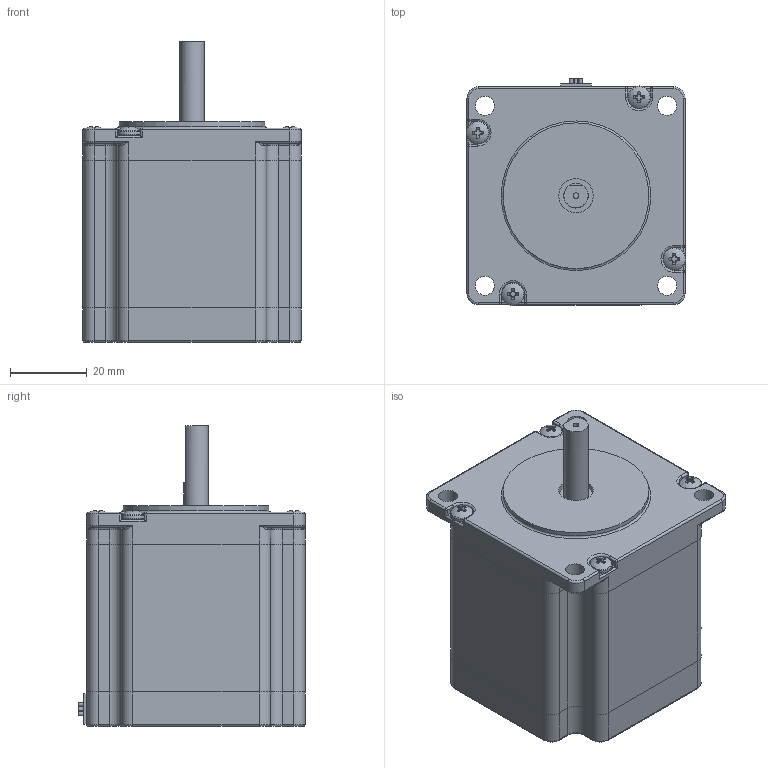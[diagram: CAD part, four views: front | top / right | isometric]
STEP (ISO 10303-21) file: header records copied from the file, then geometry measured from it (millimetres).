
FILE_DESCRIPTION(/* description */ (''),/* implementation_level */ '2;1');
FILE_NAME(/* name */ 'Nema23 v2.step',/* time_stamp */ '2021-02-15T11:59:26+01:00',/* author */ (''),/* organization */ (''),/* preprocessor_version */ 'ST-DEVELOPER v18.1',/* originating_system */ 'Autodesk Translation Framework v9.7.1.1290',/* authorisation */ '');
FILE_SCHEMA (('AUTOMOTIVE_DESIGN { 1 0 10303 214 3 1 1 }'));
Length unit declared in the file: millimetre
Products named in the file (4): Nema23; Stepper; Shaft; 95836A201
Assembly tree (6 placements, depth 2):
  Nema23
    95836A201  x4
    Stepper
    Shaft
Bounding box: 57.4 x 59.46 x 78.6 mm (x, y, z)
Volume: 166585.7 mm3; surface area: 33614 mm2
Topology: 13 solids, 13 shells, 617 faces, 1610 edges, 1027 vertices
Faces by surface type: cylinder 335, plane 165, torus 45, bspline 36, cone 24, sphere 12
Full cylindrical faces by diameter (mm): 1 x4, 1.5 x1, 2.35 x28, 2.529 x24, 3 x24, 3.086 x20, 5 x5, 6 x4, 6.35 x1, 6.4 x2, 9 x1, 38.1 x1
Entity records: 25751 total; most frequent: CARTESIAN_POINT 14691, ORIENTED_EDGE 2406, DIRECTION 2066, EDGE_CURVE 1203, AXIS2_PLACEMENT_3D 794, VERTEX_POINT 763, EDGE_LOOP 500, LINE 478
